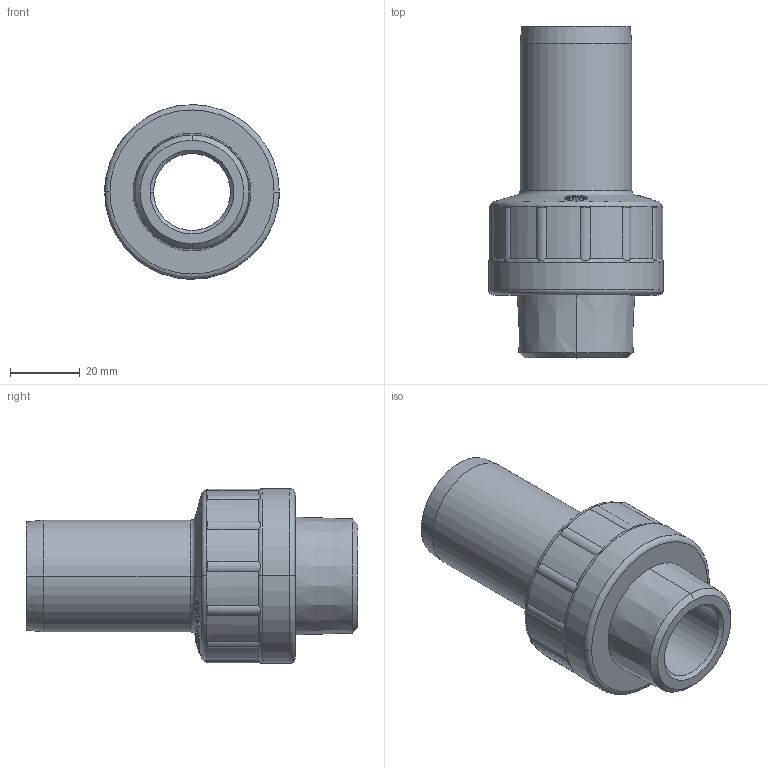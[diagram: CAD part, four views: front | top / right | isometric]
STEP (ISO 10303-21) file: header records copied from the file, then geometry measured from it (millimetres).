
FILE_DESCRIPTION((''),'2;1');
FILE_NAME('C050200003_AF0_78','2017-04-18T',('Stefano'),(''),'PRO/ENGINEER BY PARAMETRIC TECHNOLOGY CORPORATION, 2012130','PRO/ENGINEER BY PARAMETRIC TECHNOLOGY CORPORATION, 2012130','');
FILE_SCHEMA(('CONFIG_CONTROL_DESIGN'));
Length unit declared in the file: millimetre
Products named in the file (1): C050200003_AF0_78
Bounding box: 50 x 95 x 50 mm (x, y, z)
Volume: 60656.4 mm3; surface area: 21117.6 mm2
Topology: 1 solids, 1 shells, 1112 faces, 3183 edges, 2124 vertices
Faces by surface type: plane 942, bspline 68, cylinder 43, cone 39, torus 20
Entity records: 40288 total; most frequent: CARTESIAN_POINT 13680, ORIENTED_EDGE 6366, DIRECTION 4199, EDGE_CURVE 3183, VERTEX_POINT 2124, VECTOR 1711, LINE 1711, B_SPLINE_CURVE_WITH_KNOTS 1272
